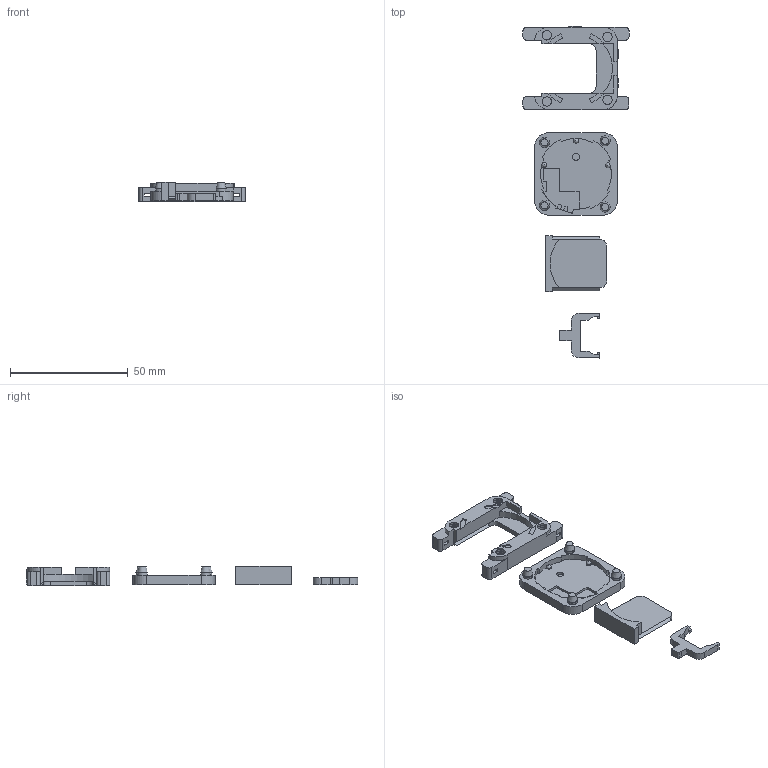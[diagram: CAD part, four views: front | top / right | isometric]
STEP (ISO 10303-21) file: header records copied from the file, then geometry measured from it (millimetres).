
FILE_DESCRIPTION(/* description */ (''),/* implementation_level */ '2;1');
FILE_NAME(/* name */ 'all_parts v3.step',/* time_stamp */ '2022-07-21T13:40:03-04:00',/* author */ (''),/* organization */ (''),/* preprocessor_version */ 'ST-DEVELOPER v19',/* originating_system */ 'Autodesk Translation Framework v11.7.0.108',/* authorisation */ '');
FILE_SCHEMA (('AUTOMOTIVE_DESIGN { 1 0 10303 214 3 1 1 }'));
Length unit declared in the file: inch
Products named in the file (8): all_parts; switchRod; cover2; Component2; bottom; live; top; Component2_1
Assembly tree (7 placements, depth 3):
  all_parts
    switchRod
    cover2
      Component2
    bottom
      live
    top
      Component2_1
Bounding box: 44.98 x 140.84 x 8.4 mm (x, y, z)
Volume: 9562.4 mm3; surface area: 9422.9 mm2
Topology: 4 solids, 4 shells, 286 faces, 750 edges, 493 vertices
Faces by surface type: plane 189, cylinder 74, bspline 16, cone 4, sphere 3
Full cylindrical faces by diameter (mm): 2.3 x1, 3 x1, 3.616 x1, 4 x12, 4.3 x8
Entity records: 9148 total; most frequent: CARTESIAN_POINT 1848, ORIENTED_EDGE 1496, DIRECTION 1448, EDGE_CURVE 748, LINE 550, VECTOR 550, VERTEX_POINT 493, AXIS2_PLACEMENT_3D 449
